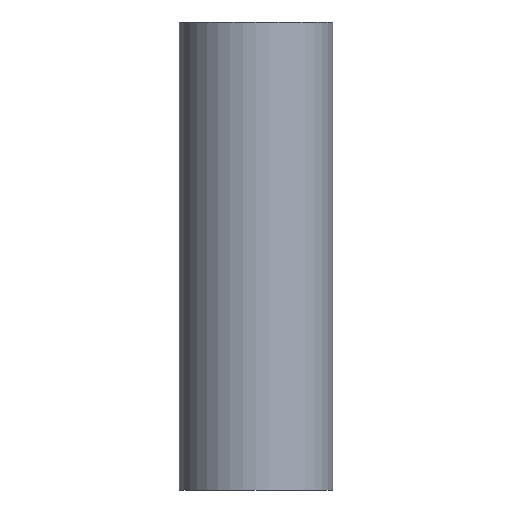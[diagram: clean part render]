
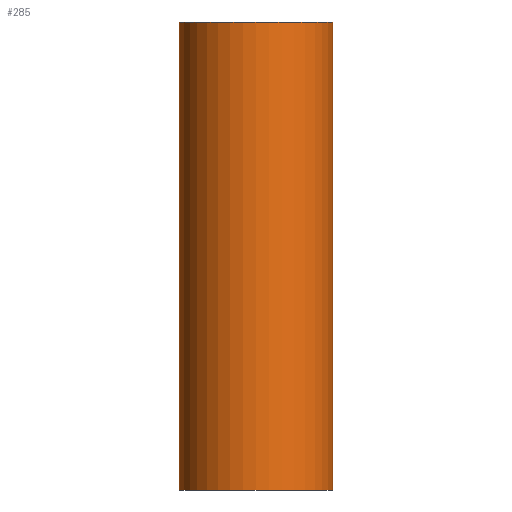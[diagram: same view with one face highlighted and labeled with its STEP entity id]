
A CAD part, front view. The second image highlights one B-rep face of the part: STEP entity #285.
In plain terms, the highlighted cylindrical face has radius 99.949 mm (diameter 199.898 mm), a partial arc.
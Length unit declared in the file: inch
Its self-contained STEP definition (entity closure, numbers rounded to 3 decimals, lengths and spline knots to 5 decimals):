
#2 = LINE ( 'NONE', #260, #101 ) ;
#9 = VERTEX_POINT ( 'NONE', #305 ) ;
#57 = ORIENTED_EDGE ( 'NONE', *, *, #273, .T. ) ;
#59 = VERTEX_POINT ( 'NONE', #142 ) ;
#97 = CARTESIAN_POINT ( 'NONE',  ( 3.935, 0., 0. ) ) ;
#101 = VECTOR ( 'NONE', #281, 39.37008 ) ;
#115 = VERTEX_POINT ( 'NONE', #471 ) ;
#142 = CARTESIAN_POINT ( 'NONE',  ( 3.935, 0., -16. ) ) ;
#164 = ORIENTED_EDGE ( 'NONE', *, *, #584, .T. ) ;
#174 = DIRECTION ( 'NONE',  ( 0., 0., 1. ) ) ;
#180 = CARTESIAN_POINT ( 'NONE',  ( 0., 0., 8. ) ) ;
#185 = EDGE_CURVE ( 'NONE', #59, #312, #557, .T. ) ;
#192 = CARTESIAN_POINT ( 'NONE',  ( -3.935, 0., -16. ) ) ;
#203 = ORIENTED_EDGE ( 'NONE', *, *, #185, .F. ) ;
#210 = CARTESIAN_POINT ( 'NONE',  ( -3.935, 0., -16. ) ) ;
#211 = AXIS2_PLACEMENT_3D ( 'NONE', #351, #349, #347 ) ;
#240 = DIRECTION ( 'NONE',  ( -1., 0., 0. ) ) ;
#250 = CARTESIAN_POINT ( 'NONE',  ( 3.935, 0., -16. ) ) ;
#253 = DIRECTION ( 'NONE',  ( 0., 0., 1. ) ) ;
#255 = CARTESIAN_POINT ( 'NONE',  ( 0., 0., -16. ) ) ;
#260 = CARTESIAN_POINT ( 'NONE',  ( 3.935, 0., -16. ) ) ;
#266 = DIRECTION ( 'NONE',  ( 1., 0., 0. ) ) ;
#273 = EDGE_CURVE ( 'NONE', #59, #353, #2, .T. ) ;
#281 = DIRECTION ( 'NONE',  ( 0., 0., 1. ) ) ;
#285 = ADVANCED_FACE ( 'NONE', ( #596 ), #605, .T. ) ;
#290 = EDGE_CURVE ( 'NONE', #353, #9, #411, .T. ) ;
#298 = AXIS2_PLACEMENT_3D ( 'NONE', #180, #518, #240 ) ;
#299 = DIRECTION ( 'NONE',  ( 0., 0., 1. ) ) ;
#305 = CARTESIAN_POINT ( 'NONE',  ( 3.935, 0., 8. ) ) ;
#309 = VECTOR ( 'NONE', #174, 39.37008 ) ;
#312 = VERTEX_POINT ( 'NONE', #192 ) ;
#315 = EDGE_CURVE ( 'NONE', #312, #115, #354, .T. ) ;
#347 = DIRECTION ( 'NONE',  ( -1., 0., 0. ) ) ;
#349 = DIRECTION ( 'NONE',  ( 0., 0., -1. ) ) ;
#351 = CARTESIAN_POINT ( 'NONE',  ( 0., 0., -16. ) ) ;
#353 = VERTEX_POINT ( 'NONE', #97 ) ;
#354 = LINE ( 'NONE', #210, #309 ) ;
#375 = EDGE_LOOP ( 'NONE', ( #621, #203, #57, #482, #164, #619 ) ) ;
#403 = AXIS2_PLACEMENT_3D ( 'NONE', #255, #253, #266 ) ;
#411 = LINE ( 'NONE', #250, #527 ) ;
#425 = DIRECTION ( 'NONE',  ( 0., 0., 1. ) ) ;
#447 = EDGE_CURVE ( 'NONE', #115, #602, #638, .T. ) ;
#452 = CARTESIAN_POINT ( 'NONE',  ( -3.935, 0., -16. ) ) ;
#471 = CARTESIAN_POINT ( 'NONE',  ( -3.935, 0., 0. ) ) ;
#482 = ORIENTED_EDGE ( 'NONE', *, *, #290, .T. ) ;
#518 = DIRECTION ( 'NONE',  ( 0., 0., -1. ) ) ;
#527 = VECTOR ( 'NONE', #299, 39.37008 ) ;
#556 = CIRCLE ( 'NONE', #298, 3.935 ) ;
#557 = CIRCLE ( 'NONE', #211, 3.935 ) ;
#584 = EDGE_CURVE ( 'NONE', #9, #602, #556, .T. ) ;
#589 = VECTOR ( 'NONE', #425, 39.37008 ) ;
#596 = FACE_OUTER_BOUND ( 'NONE', #375, .T. ) ;
#602 = VERTEX_POINT ( 'NONE', #610 ) ;
#605 = CYLINDRICAL_SURFACE ( 'NONE', #403, 3.935 ) ;
#610 = CARTESIAN_POINT ( 'NONE',  ( -3.935, 0., 8. ) ) ;
#619 = ORIENTED_EDGE ( 'NONE', *, *, #447, .F. ) ;
#621 = ORIENTED_EDGE ( 'NONE', *, *, #315, .F. ) ;
#638 = LINE ( 'NONE', #452, #589 ) ;
